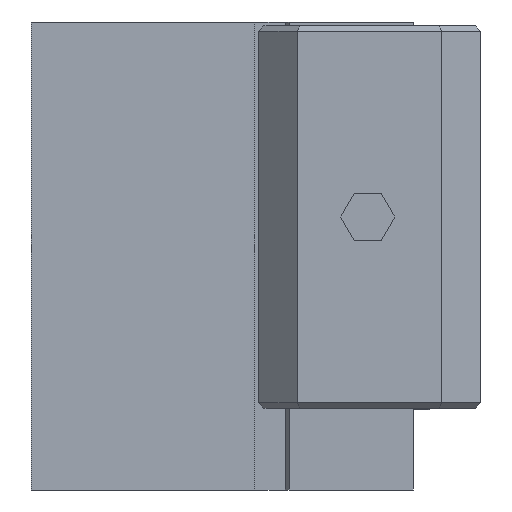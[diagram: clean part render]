
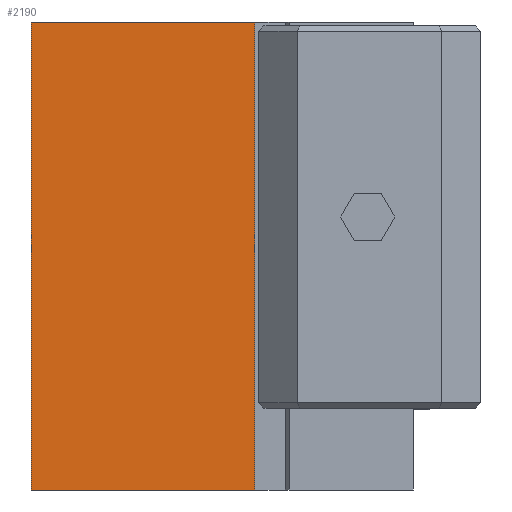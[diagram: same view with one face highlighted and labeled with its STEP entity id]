
A CAD part, left-side view. The second image highlights one B-rep face of the part: STEP entity #2190.
In plain terms, the highlighted planar face has unit normal (-1, 0, 0).
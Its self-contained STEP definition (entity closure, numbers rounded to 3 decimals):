
#119=PLANE('',#2329);
#227=FACE_OUTER_BOUND('',#342,.T.);
#342=EDGE_LOOP('',(#1929,#1930,#1931,#1932));
#608=LINE('',#3388,#890);
#621=LINE('',#3413,#903);
#622=LINE('',#3416,#904);
#623=LINE('',#3417,#905);
#890=VECTOR('',#2802,10.);
#903=VECTOR('',#2827,10.);
#904=VECTOR('',#2830,10.);
#905=VECTOR('',#2831,10.);
#1094=VERTEX_POINT('',#3385);
#1095=VERTEX_POINT('',#3387);
#1101=VERTEX_POINT('',#3411);
#1102=VERTEX_POINT('',#3415);
#1372=EDGE_CURVE('',#1095,#1094,#608,.T.);
#1385=EDGE_CURVE('',#1094,#1101,#621,.T.);
#1386=EDGE_CURVE('',#1101,#1102,#622,.T.);
#1387=EDGE_CURVE('',#1095,#1102,#623,.T.);
#1929=ORIENTED_EDGE('',*,*,#1386,.T.);
#1930=ORIENTED_EDGE('',*,*,#1387,.F.);
#1931=ORIENTED_EDGE('',*,*,#1372,.T.);
#1932=ORIENTED_EDGE('',*,*,#1385,.T.);
#2190=ADVANCED_FACE('',(#227),#119,.T.);
#2329=AXIS2_PLACEMENT_3D('',#3414,#2828,#2829);
#2802=DIRECTION('',(0.,-1.,0.));
#2827=DIRECTION('',(0.,0.,1.));
#2828=DIRECTION('center_axis',(-1.,0.,0.));
#2829=DIRECTION('ref_axis',(0.,0.,1.));
#2830=DIRECTION('',(0.,1.,0.));
#2831=DIRECTION('',(0.,0.,1.));
#3385=CARTESIAN_POINT('',(-95.291,-5.737,0.));
#3387=CARTESIAN_POINT('',(-95.291,22.903,0.));
#3388=CARTESIAN_POINT('',(-95.291,22.903,0.));
#3411=CARTESIAN_POINT('',(-95.291,-5.737,60.));
#3413=CARTESIAN_POINT('',(-95.291,-5.737,0.));
#3414=CARTESIAN_POINT('Origin',(-95.291,-5.737,0.));
#3415=CARTESIAN_POINT('',(-95.291,22.903,60.));
#3416=CARTESIAN_POINT('',(-95.291,22.903,60.));
#3417=CARTESIAN_POINT('',(-95.291,22.903,0.));
